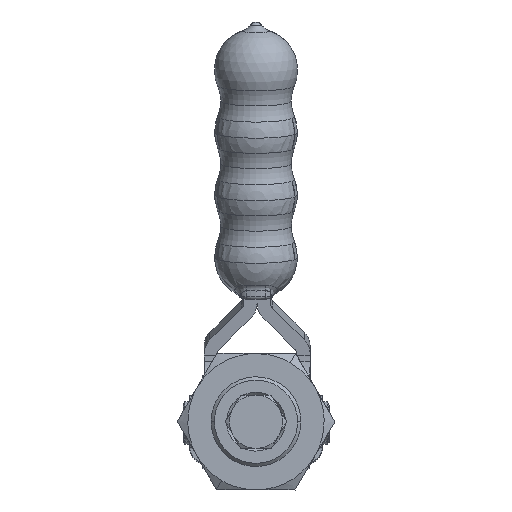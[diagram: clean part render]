
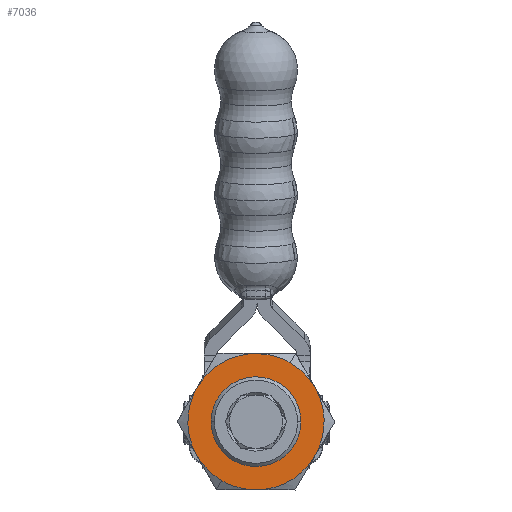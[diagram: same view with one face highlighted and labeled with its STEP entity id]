
A CAD part, front view. The second image highlights one B-rep face of the part: STEP entity #7036.
In plain terms, the highlighted planar face has unit normal (0, -1, 0).
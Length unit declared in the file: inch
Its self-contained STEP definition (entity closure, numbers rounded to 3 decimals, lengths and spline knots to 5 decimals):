
#3270=VERTEX_POINT('',#9871);
#3291=EDGE_CURVE('',#5890,#6644,#9893,.T.);
#3346=VERTEX_POINT('',#9952);
#3484=VERTEX_POINT('',#10104);
#4056=EDGE_CURVE('',#6492,#3346,#10733,.T.);
#4077=VERTEX_POINT('',#10755);
#4355=EDGE_CURVE('',#8363,#3270,#11056,.T.);
#5824=VERTEX_POINT('',#12666);
#5890=VERTEX_POINT('',#12738);
#6151=EDGE_CURVE('',#3484,#5824,#13017,.T.);
#6492=VERTEX_POINT('',#13398);
#6644=VERTEX_POINT('',#13563);
#6653=EDGE_CURVE('',#6644,#8363,#13573,.T.);
#6708=VERTEX_POINT('',#13634);
#7036=ADVANCED_FACE('',(#13984,#13985),#13986,.T.);
#7136=EDGE_CURVE('',#5824,#5890,#14090,.T.);
#7778=EDGE_CURVE('',#4077,#6708,#14802,.T.);
#7964=EDGE_CURVE('',#3270,#4077,#15007,.T.);
#8363=VERTEX_POINT('',#15449);
#8859=EDGE_CURVE('',#6708,#3484,#15981,.T.);
#9490=EDGE_CURVE('',#6492,#3346,#16659,.T.);
#9871=CARTESIAN_POINT('',(0.70038,-1.48819,0.40106));
#9893=(B_SPLINE_CURVE(3,(#17217,#17218,#17219,#17220),.UNSPECIFIED.,.F.,.F.)B_SPLINE_CURVE_WITH_KNOTS((4,4),(4.71239,5.75959),.UNSPECIFIED.)RATIONAL_B_SPLINE_CURVE((1.0,0.911,0.911,1.0))BOUNDED_CURVE()REPRESENTATION_ITEM('')GEOMETRIC_REPRESENTATION_ITEM()CURVE());
#9952=CARTESIAN_POINT('',(-0.24757,-1.48819,-0.42532));
#10104=CARTESIAN_POINT('',(-0.40602,-1.48819,-0.69752));
#10733=(B_SPLINE_CURVE(3,(#18987,#18988,#18989,#18990),.UNSPECIFIED.,.F.,.F.)B_SPLINE_CURVE_WITH_KNOTS((4,4),(-3.14159,0.0),.UNSPECIFIED.)RATIONAL_B_SPLINE_CURVE((1.0,0.333,0.333,1.0))BOUNDED_CURVE()REPRESENTATION_ITEM('')GEOMETRIC_REPRESENTATION_ITEM()CURVE());
#10755=CARTESIAN_POINT('',(0.69752,-1.48819,-0.40602));
#11056=(B_SPLINE_CURVE(3,(#19916,#19917,#19918,#19919),.UNSPECIFIED.,.F.,.F.)B_SPLINE_CURVE_WITH_KNOTS((4,4),(0.0,0.5236),.UNSPECIFIED.)RATIONAL_B_SPLINE_CURVE((1.0,0.977,0.977,1.0))BOUNDED_CURVE()REPRESENTATION_ITEM('')GEOMETRIC_REPRESENTATION_ITEM()CURVE());
#12666=CARTESIAN_POINT('',(-0.70038,-1.48819,-0.40106));
#12738=CARTESIAN_POINT('',(-0.69752,-1.48819,0.40602));
#13017=(B_SPLINE_CURVE(3,(#24771,#24772,#24773,#24774),.UNSPECIFIED.,.F.,.F.)B_SPLINE_CURVE_WITH_KNOTS((4,4),(2.61799,3.66519),.UNSPECIFIED.)RATIONAL_B_SPLINE_CURVE((1.0,0.911,0.911,1.0))BOUNDED_CURVE()REPRESENTATION_ITEM('')GEOMETRIC_REPRESENTATION_ITEM()CURVE());
#13398=CARTESIAN_POINT('',(0.24757,-1.48819,0.42532));
#13563=CARTESIAN_POINT('',(0.00286,-1.48819,0.80708));
#13573=(B_SPLINE_CURVE(3,(#26428,#26429,#26430,#26431),.UNSPECIFIED.,.F.,.F.)B_SPLINE_CURVE_WITH_KNOTS((4,4),(5.75959,6.28319),.UNSPECIFIED.)RATIONAL_B_SPLINE_CURVE((1.0,0.977,0.977,1.0))BOUNDED_CURVE()REPRESENTATION_ITEM('')GEOMETRIC_REPRESENTATION_ITEM()CURVE());
#13634=CARTESIAN_POINT('',(-0.00286,-1.48819,-0.80708));
#13984=FACE_OUTER_BOUND('',#27315,.T.);
#13985=FACE_BOUND('',#27316,.T.);
#13986=PLANE('',#27317);
#14090=(B_SPLINE_CURVE(3,(#27508,#27509,#27510,#27511),.UNSPECIFIED.,.F.,.F.)B_SPLINE_CURVE_WITH_KNOTS((4,4),(3.66519,4.71239),.UNSPECIFIED.)RATIONAL_B_SPLINE_CURVE((1.0,0.911,0.911,1.0))BOUNDED_CURVE()REPRESENTATION_ITEM('')GEOMETRIC_REPRESENTATION_ITEM()CURVE());
#14802=(B_SPLINE_CURVE(3,(#29406,#29407,#29408,#29409),.UNSPECIFIED.,.F.,.F.)B_SPLINE_CURVE_WITH_KNOTS((4,4),(1.5708,2.61799),.UNSPECIFIED.)RATIONAL_B_SPLINE_CURVE((1.0,0.911,0.911,1.0))BOUNDED_CURVE()REPRESENTATION_ITEM('')GEOMETRIC_REPRESENTATION_ITEM()CURVE());
#15007=(B_SPLINE_CURVE(3,(#30392,#30393,#30394,#30395),.UNSPECIFIED.,.F.,.F.)B_SPLINE_CURVE_WITH_KNOTS((4,4),(0.5236,1.5708),.UNSPECIFIED.)RATIONAL_B_SPLINE_CURVE((1.0,0.911,0.911,1.0))BOUNDED_CURVE()REPRESENTATION_ITEM('')GEOMETRIC_REPRESENTATION_ITEM()CURVE());
#15449=CARTESIAN_POINT('',(0.40602,-1.48819,0.69752));
#15981=(B_SPLINE_CURVE(3,(#32675,#32676,#32677,#32678),.UNSPECIFIED.,.F.,.F.)B_SPLINE_CURVE_WITH_KNOTS((4,4),(2.61799,3.66519),.UNSPECIFIED.)RATIONAL_B_SPLINE_CURVE((1.0,0.911,0.911,1.0))BOUNDED_CURVE()REPRESENTATION_ITEM('')GEOMETRIC_REPRESENTATION_ITEM()CURVE());
#16659=(B_SPLINE_CURVE(3,(#34178,#34179,#34180,#34181),.UNSPECIFIED.,.F.,.F.)B_SPLINE_CURVE_WITH_KNOTS((4,4),(3.14159,6.28319),.UNSPECIFIED.)RATIONAL_B_SPLINE_CURVE((1.0,0.333,0.333,1.0))BOUNDED_CURVE()REPRESENTATION_ITEM('')GEOMETRIC_REPRESENTATION_ITEM()CURVE());
#17217=CARTESIAN_POINT('',(-0.69752,-1.48819,0.40602));
#17218=CARTESIAN_POINT('',(-0.54891,-1.48819,0.66133));
#17219=CARTESIAN_POINT('',(-0.29255,-1.48819,0.80813));
#17220=CARTESIAN_POINT('',(0.00286,-1.48819,0.80708));
#18987=CARTESIAN_POINT('',(0.24757,-1.48819,0.42532));
#18988=CARTESIAN_POINT('',(1.09821,-1.48819,-0.06983));
#18989=CARTESIAN_POINT('',(0.60306,-1.48819,-0.92046));
#18990=CARTESIAN_POINT('',(-0.24757,-1.48819,-0.42532));
#19916=CARTESIAN_POINT('',(0.40602,-1.48819,0.69752));
#19917=CARTESIAN_POINT('',(0.52917,-1.48819,0.62584));
#19918=CARTESIAN_POINT('',(0.62957,-1.48819,0.52472));
#19919=CARTESIAN_POINT('',(0.70038,-1.48819,0.40106));
#24771=CARTESIAN_POINT('',(-0.00286,-1.48819,-0.80708));
#24772=CARTESIAN_POINT('',(-0.29827,-1.48819,-0.80603));
#24773=CARTESIAN_POINT('',(-0.55359,-1.48819,-0.65742));
#24774=CARTESIAN_POINT('',(-0.70038,-1.48819,-0.40106));
#26428=CARTESIAN_POINT('',(0.00286,-1.48819,0.80708));
#26429=CARTESIAN_POINT('',(0.14536,-1.48819,0.80658));
#26430=CARTESIAN_POINT('',(0.28287,-1.48819,0.76921));
#26431=CARTESIAN_POINT('',(0.40602,-1.48819,0.69752));
#27315=EDGE_LOOP('',(#38958,#38959,#38960,#38961,#38962,#38963,#38964,#38965));
#27316=EDGE_LOOP('',(#38966,#38967));
#27317=AXIS2_PLACEMENT_3D('',#38968,#38969,#38970);
#27508=CARTESIAN_POINT('',(-0.70038,-1.48819,-0.40106));
#27509=CARTESIAN_POINT('',(-0.84718,-1.48819,-0.1447));
#27510=CARTESIAN_POINT('',(-0.84614,-1.48819,0.15071));
#27511=CARTESIAN_POINT('',(-0.69752,-1.48819,0.40602));
#29406=CARTESIAN_POINT('',(0.69752,-1.48819,-0.40602));
#29407=CARTESIAN_POINT('',(0.54891,-1.48819,-0.66133));
#29408=CARTESIAN_POINT('',(0.29255,-1.48819,-0.80813));
#29409=CARTESIAN_POINT('',(-0.00286,-1.48819,-0.80708));
#30392=CARTESIAN_POINT('',(0.70038,-1.48819,0.40106));
#30393=CARTESIAN_POINT('',(0.84718,-1.48819,0.1447));
#30394=CARTESIAN_POINT('',(0.84614,-1.48819,-0.15071));
#30395=CARTESIAN_POINT('',(0.69752,-1.48819,-0.40602));
#32675=CARTESIAN_POINT('',(-0.00286,-1.48819,-0.80708));
#32676=CARTESIAN_POINT('',(-0.29827,-1.48819,-0.80603));
#32677=CARTESIAN_POINT('',(-0.55359,-1.48819,-0.65742));
#32678=CARTESIAN_POINT('',(-0.70038,-1.48819,-0.40106));
#34178=CARTESIAN_POINT('',(0.24757,-1.48819,0.42532));
#34179=CARTESIAN_POINT('',(-0.60306,-1.48819,0.92046));
#34180=CARTESIAN_POINT('',(-1.09821,-1.48819,0.06983));
#34181=CARTESIAN_POINT('',(-0.24757,-1.48819,-0.42532));
#38958=ORIENTED_EDGE('',*,*,#7778,.F.);
#38959=ORIENTED_EDGE('',*,*,#7964,.F.);
#38960=ORIENTED_EDGE('',*,*,#4355,.F.);
#38961=ORIENTED_EDGE('',*,*,#6653,.F.);
#38962=ORIENTED_EDGE('',*,*,#3291,.F.);
#38963=ORIENTED_EDGE('',*,*,#7136,.F.);
#38964=ORIENTED_EDGE('',*,*,#6151,.F.);
#38965=ORIENTED_EDGE('',*,*,#8859,.F.);
#38966=ORIENTED_EDGE('',*,*,#4056,.T.);
#38967=ORIENTED_EDGE('',*,*,#9490,.F.);
#38968=CARTESIAN_POINT('',(-0.295,-1.48819,1.11678));
#38969=DIRECTION('',(0.,-1.0,0.));
#38970=DIRECTION('',(-0.503,0.,-0.864));
